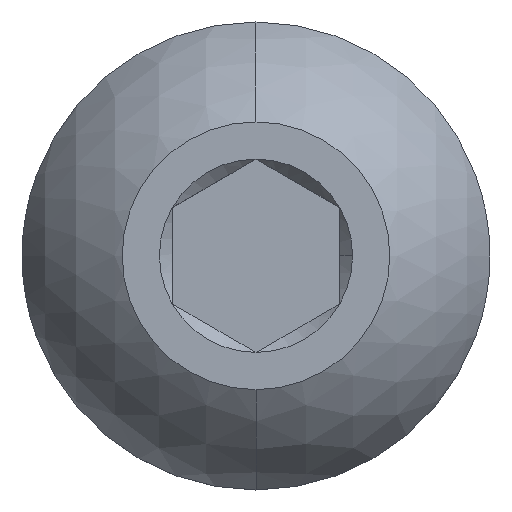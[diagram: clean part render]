
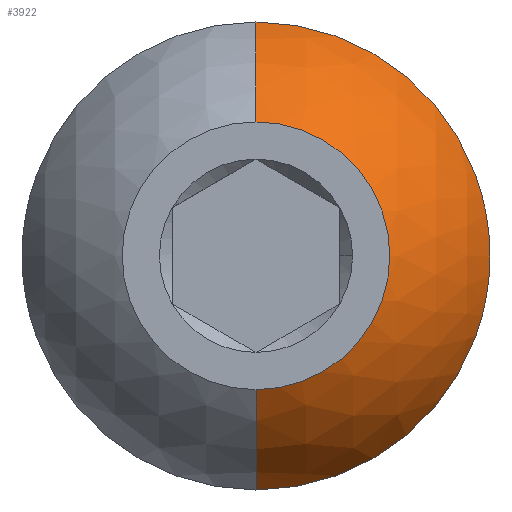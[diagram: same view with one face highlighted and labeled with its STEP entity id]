
A CAD part, top view. The second image highlights one B-rep face of the part: STEP entity #3922.
In plain terms, the highlighted spherical face has radius 5.974 mm.
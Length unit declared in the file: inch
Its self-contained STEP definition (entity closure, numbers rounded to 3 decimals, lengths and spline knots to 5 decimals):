
#127 = VERTEX_POINT ( 'NONE', #1324 ) ;
#226 = EDGE_CURVE ( 'NONE', #127, #3343, #2800, .T. ) ;
#317 = ORIENTED_EDGE ( 'NONE', *, *, #635, .T. ) ;
#322 = CIRCLE ( 'NONE', #2310, 0.2185 ) ;
#437 = DIRECTION ( 'NONE',  ( 0., -1., 0. ) ) ;
#563 = DIRECTION ( 'NONE',  ( 1., 0., 0. ) ) ;
#564 = CARTESIAN_POINT ( 'NONE',  ( 0.2185, 0., -0.1122 ) ) ;
#579 = AXIS2_PLACEMENT_3D ( 'NONE', #2745, #3034, #908 ) ;
#599 = EDGE_LOOP ( 'NONE', ( #317, #3475, #2634, #1285, #1014 ) ) ;
#635 = EDGE_CURVE ( 'NONE', #127, #2428, #2179, .T. ) ;
#908 = DIRECTION ( 'NONE',  ( 1., 0., 0. ) ) ;
#1014 = ORIENTED_EDGE ( 'NONE', *, *, #226, .F. ) ;
#1035 = DIRECTION ( 'NONE',  ( 0., 0., 1. ) ) ;
#1108 = CIRCLE ( 'NONE', #579, 0.125 ) ;
#1122 = AXIS2_PLACEMENT_3D ( 'NONE', #3883, #2003, #2347 ) ;
#1285 = ORIENTED_EDGE ( 'NONE', *, *, #3979, .F. ) ;
#1324 = CARTESIAN_POINT ( 'NONE',  ( 0., -0.2185, -0.1122 ) ) ;
#1452 = DIRECTION ( 'NONE',  ( 0., 1., 0. ) ) ;
#1474 = CARTESIAN_POINT ( 'NONE',  ( 0., -0.125, 0. ) ) ;
#1514 = VERTEX_POINT ( 'NONE', #3584 ) ;
#1649 = DIRECTION ( 'NONE',  ( 0., 0., 1. ) ) ;
#1697 = AXIS2_PLACEMENT_3D ( 'NONE', #2279, #1649, #2586 ) ;
#1878 = AXIS2_PLACEMENT_3D ( 'NONE', #2891, #2275, #437 ) ;
#2003 = DIRECTION ( 'NONE',  ( 1., 0., 0. ) ) ;
#2109 = EDGE_CURVE ( 'NONE', #2428, #2464, #322, .T. ) ;
#2179 = CIRCLE ( 'NONE', #1697, 0.2185 ) ;
#2233 = CARTESIAN_POINT ( 'NONE',  ( 0., 0., -0.1122 ) ) ;
#2275 = DIRECTION ( 'NONE',  ( -1., 0., 0. ) ) ;
#2279 = CARTESIAN_POINT ( 'NONE',  ( 0., 0., -0.1122 ) ) ;
#2310 = AXIS2_PLACEMENT_3D ( 'NONE', #2233, #1035, #3158 ) ;
#2347 = DIRECTION ( 'NONE',  ( 0., -1., 0. ) ) ;
#2428 = VERTEX_POINT ( 'NONE', #564 ) ;
#2464 = VERTEX_POINT ( 'NONE', #3641 ) ;
#2586 = DIRECTION ( 'NONE',  ( 1., 0., 0. ) ) ;
#2634 = ORIENTED_EDGE ( 'NONE', *, *, #3612, .T. ) ;
#2701 = AXIS2_PLACEMENT_3D ( 'NONE', #3299, #563, #1452 ) ;
#2745 = CARTESIAN_POINT ( 'NONE',  ( 0., 0., 0. ) ) ;
#2800 = CIRCLE ( 'NONE', #1878, 0.23519 ) ;
#2891 = CARTESIAN_POINT ( 'NONE',  ( 0., 0., -0.19923 ) ) ;
#3034 = DIRECTION ( 'NONE',  ( 0., 0., 1. ) ) ;
#3158 = DIRECTION ( 'NONE',  ( 1., 0., 0. ) ) ;
#3194 = CIRCLE ( 'NONE', #2701, 0.23519 ) ;
#3299 = CARTESIAN_POINT ( 'NONE',  ( 0., 0., -0.19923 ) ) ;
#3343 = VERTEX_POINT ( 'NONE', #1474 ) ;
#3475 = ORIENTED_EDGE ( 'NONE', *, *, #2109, .T. ) ;
#3584 = CARTESIAN_POINT ( 'NONE',  ( 0., 0.125, 0. ) ) ;
#3612 = EDGE_CURVE ( 'NONE', #2464, #1514, #3194, .T. ) ;
#3641 = CARTESIAN_POINT ( 'NONE',  ( 0., 0.2185, -0.1122 ) ) ;
#3849 = SPHERICAL_SURFACE ( 'NONE', #1122, 0.23519 ) ;
#3883 = CARTESIAN_POINT ( 'NONE',  ( 0., 0., -0.19923 ) ) ;
#3890 = FACE_OUTER_BOUND ( 'NONE', #599, .T. ) ;
#3922 = ADVANCED_FACE ( 'NONE', ( #3890 ), #3849, .T. ) ;
#3979 = EDGE_CURVE ( 'NONE', #3343, #1514, #1108, .T. ) ;
